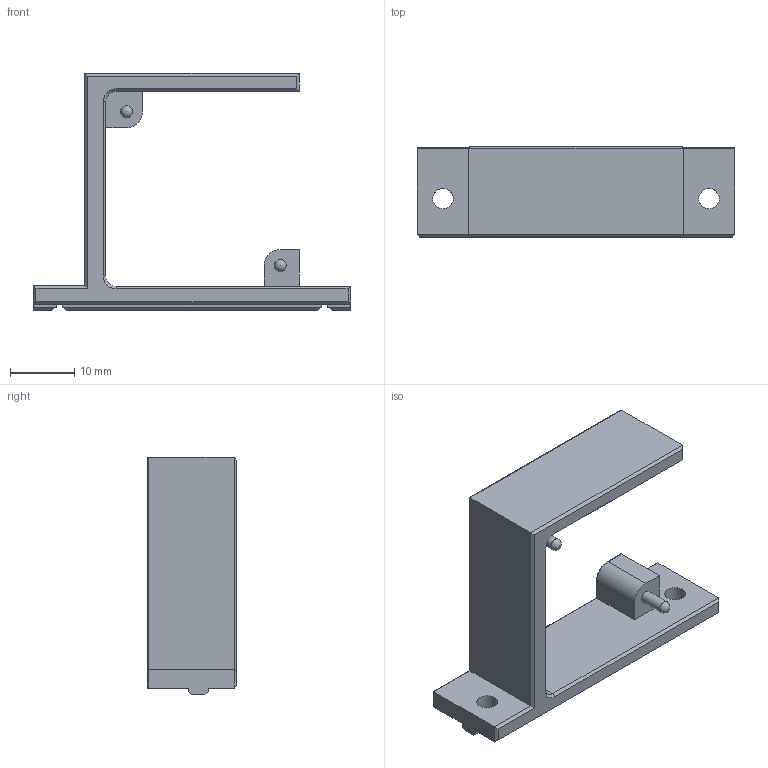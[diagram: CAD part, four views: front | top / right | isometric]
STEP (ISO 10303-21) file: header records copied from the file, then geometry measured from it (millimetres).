
FILE_DESCRIPTION(/* description */ ('STEP AP242','CAx-IF Rec.Pracs.---Representation and Presentation of Product Manufacturing Information (PMI)---4.0---2014-10-13','CAx-IF Rec.Pracs.---3D Tessellated Geometry---0.4---2014-09-14','2;1'),/* implementation_level */ '2;1');
FILE_NAME(/* name */ '663a727aa8168e367c9d5990',/* time_stamp */ '2024-05-07T18:27:06Z',/* author */ (''),/* organization */ (''),/* preprocessor_version */ 'ST-DEVELOPER v20',/* originating_system */ ' ',/* authorisation */ ' ');
FILE_SCHEMA (('AP242_MANAGED_MODEL_BASED_3D_ENGINEERING_MIM_LF { 1 0 10303 442 1 1 4 }'));
Length unit declared in the file: metre
Products named in the file (1): body_right
Bounding box: 49.5 x 14 x 37 mm (x, y, z)
Volume: 5283.8 mm3; surface area: 4185.4 mm2
Topology: 1 solids, 1 shells, 76 faces, 197 edges, 121 vertices
Faces by surface type: plane 45, cylinder 24, torus 3, sphere 2, cone 2
Full cylindrical faces by diameter (mm): 1.9 x2, 3.2 x2
Entity records: 2251 total; most frequent: DIRECTION 395, CARTESIAN_POINT 381, ORIENTED_EDGE 374, EDGE_CURVE 187, LINE 133, VECTOR 133, AXIS2_PLACEMENT_3D 131, VERTEX_POINT 117
